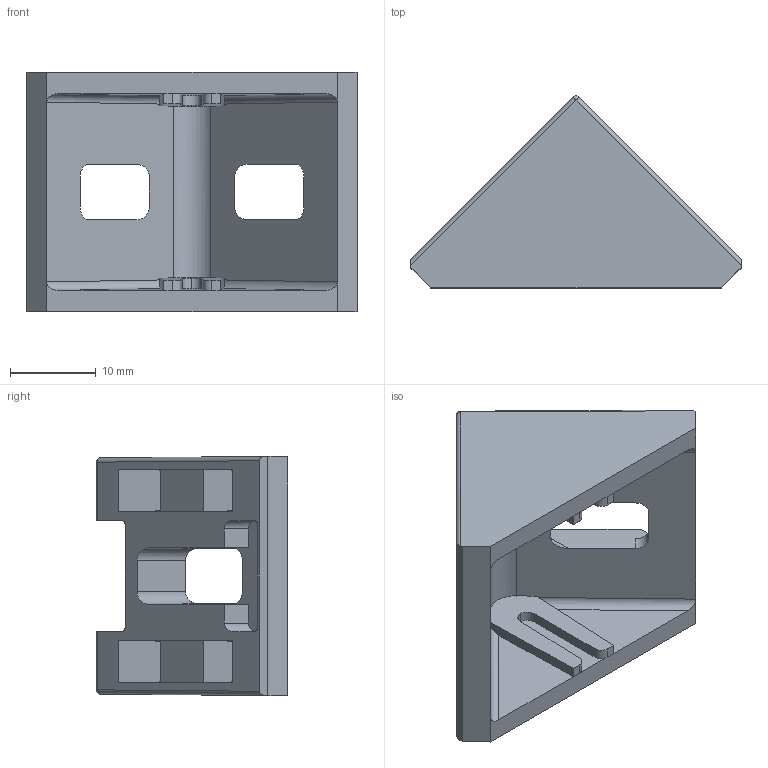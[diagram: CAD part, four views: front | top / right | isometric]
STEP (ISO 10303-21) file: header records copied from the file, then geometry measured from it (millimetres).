
FILE_DESCRIPTION (( 'STEP AP214' ), '1' );
FILE_NAME ('093w301r.STEP', '2014-08-20T13:16:02', ( '' ), ( '' ), 'SwSTEP 2.0', 'SolidWorks 2014', '' );
FILE_SCHEMA (( 'AUTOMOTIVE_DESIGN' ));
Length unit declared in the file: millimetre
Products named in the file (1): 093w301r
Bounding box: 38.6 x 22.44 x 28 mm (x, y, z)
Volume: 5875 mm3; surface area: 4898.7 mm2
Topology: 1 solids, 1 shells, 125 faces, 343 edges, 222 vertices
Faces by surface type: plane 87, cylinder 36, sphere 2
Entity records: 3913 total; most frequent: CARTESIAN_POINT 883, ORIENTED_EDGE 678, DIRECTION 551, EDGE_CURVE 339, LINE 255, VECTOR 255, VERTEX_POINT 220, AXIS2_PLACEMENT_3D 148
